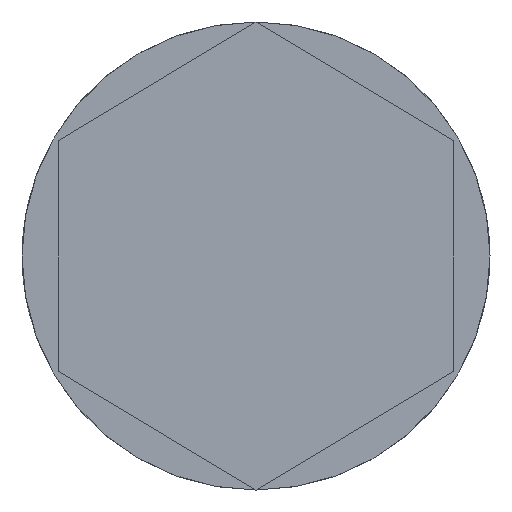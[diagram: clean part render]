
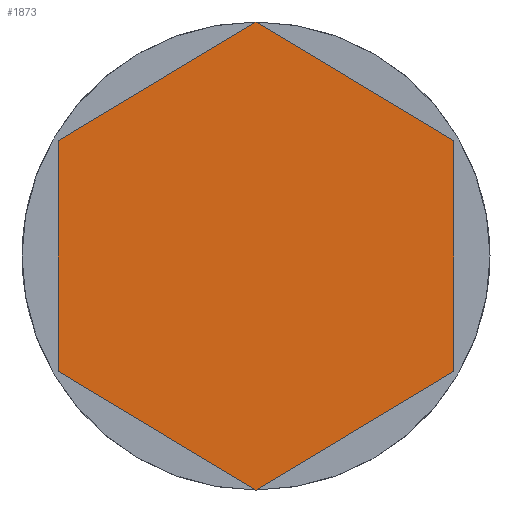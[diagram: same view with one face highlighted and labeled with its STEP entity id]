
A CAD part, front view. The second image highlights one B-rep face of the part: STEP entity #1873.
In plain terms, the highlighted planar face has unit normal (0, -1, 0).
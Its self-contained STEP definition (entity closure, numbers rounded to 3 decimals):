
#188 = VERTEX_POINT ( 'NONE', #260 ) ;
#221 = CARTESIAN_POINT ( 'NONE',  ( 8.5, 0., -4.955 ) ) ;
#260 = CARTESIAN_POINT ( 'NONE',  ( -8.5, 0., 4.955 ) ) ;
#339 = EDGE_CURVE ( 'NONE', #2805, #1942, #3293, .T. ) ;
#376 = AXIS2_PLACEMENT_3D ( 'NONE', #807, #1369, #2750 ) ;
#380 = PLANE ( 'NONE',  #376 ) ;
#437 = VECTOR ( 'NONE', #1098, 1000. ) ;
#535 = DIRECTION ( 'NONE',  ( 0.858, 0., 0.514 ) ) ;
#805 = CARTESIAN_POINT ( 'NONE',  ( -8.5, 0., -4.955 ) ) ;
#807 = CARTESIAN_POINT ( 'NONE',  ( 0., 0., 0. ) ) ;
#854 = FACE_OUTER_BOUND ( 'NONE', #2565, .T. ) ;
#866 = CARTESIAN_POINT ( 'NONE',  ( 0., 0., 10.05 ) ) ;
#914 = LINE ( 'NONE', #3011, #437 ) ;
#947 = ORIENTED_EDGE ( 'NONE', *, *, #3508, .F. ) ;
#963 = VECTOR ( 'NONE', #535, 1000. ) ;
#971 = LINE ( 'NONE', #866, #1273 ) ;
#1098 = DIRECTION ( 'NONE',  ( -0.858, 0., -0.514 ) ) ;
#1201 = CARTESIAN_POINT ( 'NONE',  ( 8.5, 0., 4.955 ) ) ;
#1226 = VECTOR ( 'NONE', #1865, 1000. ) ;
#1273 = VECTOR ( 'NONE', #2006, 1000. ) ;
#1369 = DIRECTION ( 'NONE',  ( 0., 1., 0. ) ) ;
#1762 = VERTEX_POINT ( 'NONE', #2773 ) ;
#1865 = DIRECTION ( 'NONE',  ( -0.858, 0., 0.514 ) ) ;
#1873 = ADVANCED_FACE ( 'NONE', ( #854 ), #380, .F. ) ;
#1891 = CARTESIAN_POINT ( 'NONE',  ( -8.5, 0., 4.955 ) ) ;
#1922 = CARTESIAN_POINT ( 'NONE',  ( 8.5, 0., 4.955 ) ) ;
#1942 = VERTEX_POINT ( 'NONE', #221 ) ;
#2006 = DIRECTION ( 'NONE',  ( 0.858, 0., -0.514 ) ) ;
#2126 = VERTEX_POINT ( 'NONE', #2738 ) ;
#2222 = LINE ( 'NONE', #805, #2626 ) ;
#2325 = EDGE_CURVE ( 'NONE', #2126, #2805, #971, .T. ) ;
#2371 = LINE ( 'NONE', #2388, #1226 ) ;
#2388 = CARTESIAN_POINT ( 'NONE',  ( 0., 0., -10.05 ) ) ;
#2418 = ORIENTED_EDGE ( 'NONE', *, *, #3489, .F. ) ;
#2465 = DIRECTION ( 'NONE',  ( 0., 0., 1. ) ) ;
#2565 = EDGE_LOOP ( 'NONE', ( #2936, #3301, #2418, #2647, #947, #3385 ) ) ;
#2626 = VECTOR ( 'NONE', #2465, 1000. ) ;
#2647 = ORIENTED_EDGE ( 'NONE', *, *, #2969, .F. ) ;
#2738 = CARTESIAN_POINT ( 'NONE',  ( 0., 0., 10.05 ) ) ;
#2743 = VECTOR ( 'NONE', #2758, 1000. ) ;
#2750 = DIRECTION ( 'NONE',  ( 0., 0., 1. ) ) ;
#2758 = DIRECTION ( 'NONE',  ( 0., 0., -1. ) ) ;
#2773 = CARTESIAN_POINT ( 'NONE',  ( -8.5, 0., -4.955 ) ) ;
#2789 = VERTEX_POINT ( 'NONE', #2903 ) ;
#2805 = VERTEX_POINT ( 'NONE', #1201 ) ;
#2903 = CARTESIAN_POINT ( 'NONE',  ( 0., 0., -10.05 ) ) ;
#2936 = ORIENTED_EDGE ( 'NONE', *, *, #2325, .F. ) ;
#2969 = EDGE_CURVE ( 'NONE', #2789, #1762, #2371, .T. ) ;
#3011 = CARTESIAN_POINT ( 'NONE',  ( 8.5, 0., -4.955 ) ) ;
#3081 = EDGE_CURVE ( 'NONE', #188, #2126, #3394, .T. ) ;
#3293 = LINE ( 'NONE', #1922, #2743 ) ;
#3301 = ORIENTED_EDGE ( 'NONE', *, *, #3081, .F. ) ;
#3385 = ORIENTED_EDGE ( 'NONE', *, *, #339, .F. ) ;
#3394 = LINE ( 'NONE', #1891, #963 ) ;
#3489 = EDGE_CURVE ( 'NONE', #1762, #188, #2222, .T. ) ;
#3508 = EDGE_CURVE ( 'NONE', #1942, #2789, #914, .T. ) ;
